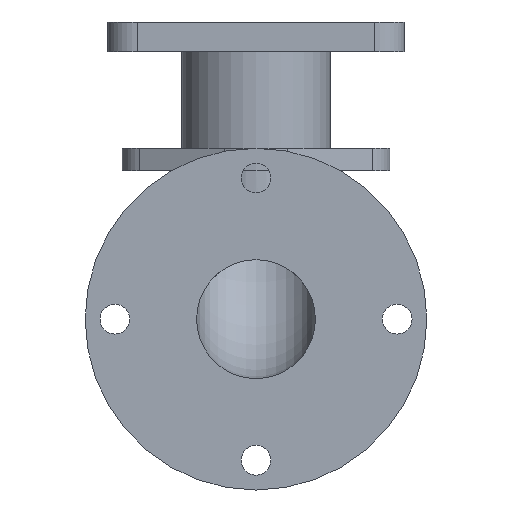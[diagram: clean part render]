
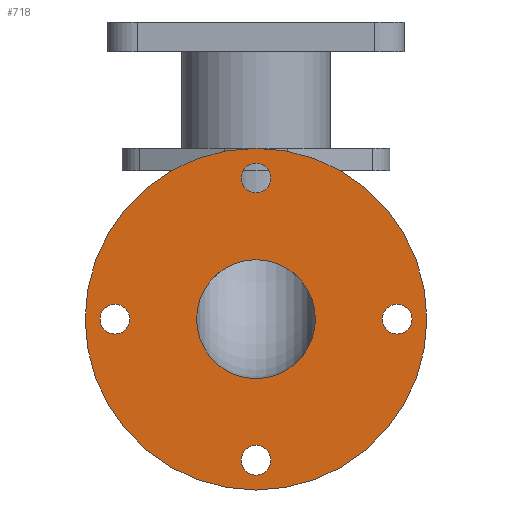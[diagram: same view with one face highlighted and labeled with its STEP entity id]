
A CAD part, front view. The second image highlights one B-rep face of the part: STEP entity #718.
In plain terms, the highlighted planar face has unit normal (0, -1, 0).
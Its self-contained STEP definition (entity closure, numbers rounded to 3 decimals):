
#69=FACE_BOUND('',#181,.T.);
#70=FACE_BOUND('',#182,.T.);
#71=FACE_BOUND('',#183,.T.);
#72=FACE_BOUND('',#184,.T.);
#73=FACE_BOUND('',#185,.T.);
#126=FACE_OUTER_BOUND('',#180,.T.);
#180=EDGE_LOOP('',(#577));
#181=EDGE_LOOP('',(#578));
#182=EDGE_LOOP('',(#579));
#183=EDGE_LOOP('',(#580));
#184=EDGE_LOOP('',(#581));
#185=EDGE_LOOP('',(#582));
#264=CIRCLE('',#782,115.);
#266=CIRCLE('',#788,10.);
#267=CIRCLE('',#789,40.);
#268=CIRCLE('',#790,10.);
#269=CIRCLE('',#791,10.);
#270=CIRCLE('',#792,10.);
#387=VERTEX_POINT('',#1210);
#391=VERTEX_POINT('',#1352);
#392=VERTEX_POINT('',#1354);
#393=VERTEX_POINT('',#1356);
#394=VERTEX_POINT('',#1358);
#395=VERTEX_POINT('',#1360);
#465=EDGE_CURVE('',#387,#387,#264,.T.);
#469=EDGE_CURVE('',#391,#391,#266,.T.);
#470=EDGE_CURVE('',#392,#392,#267,.T.);
#471=EDGE_CURVE('',#393,#393,#268,.T.);
#472=EDGE_CURVE('',#394,#394,#269,.T.);
#473=EDGE_CURVE('',#395,#395,#270,.T.);
#577=ORIENTED_EDGE('',*,*,#465,.F.);
#578=ORIENTED_EDGE('',*,*,#469,.T.);
#579=ORIENTED_EDGE('',*,*,#470,.T.);
#580=ORIENTED_EDGE('',*,*,#471,.T.);
#581=ORIENTED_EDGE('',*,*,#472,.T.);
#582=ORIENTED_EDGE('',*,*,#473,.T.);
#693=PLANE('',#787);
#718=ADVANCED_FACE('',(#126,#69,#70,#71,#72,#73),#693,.F.);
#782=AXIS2_PLACEMENT_3D('',#1211,#928,#929);
#787=AXIS2_PLACEMENT_3D('',#1351,#938,#939);
#788=AXIS2_PLACEMENT_3D('',#1353,#940,#941);
#789=AXIS2_PLACEMENT_3D('',#1355,#942,#943);
#790=AXIS2_PLACEMENT_3D('',#1357,#944,#945);
#791=AXIS2_PLACEMENT_3D('',#1359,#946,#947);
#792=AXIS2_PLACEMENT_3D('',#1361,#948,#949);
#928=DIRECTION('center_axis',(0.,1.,0.));
#929=DIRECTION('ref_axis',(-1.,0.,0.));
#938=DIRECTION('center_axis',(0.,1.,0.));
#939=DIRECTION('ref_axis',(0.,0.,1.));
#940=DIRECTION('center_axis',(0.,1.,0.));
#941=DIRECTION('ref_axis',(1.,0.,0.));
#942=DIRECTION('center_axis',(0.,1.,0.));
#943=DIRECTION('ref_axis',(-1.,0.,0.));
#944=DIRECTION('center_axis',(0.,1.,0.));
#945=DIRECTION('ref_axis',(1.,0.,0.));
#946=DIRECTION('center_axis',(0.,1.,0.));
#947=DIRECTION('ref_axis',(1.,0.,0.));
#948=DIRECTION('center_axis',(0.,1.,0.));
#949=DIRECTION('ref_axis',(1.,0.,0.));
#1210=CARTESIAN_POINT('',(115.,-300.,0.));
#1211=CARTESIAN_POINT('Origin',(0.,-300.,0.));
#1351=CARTESIAN_POINT('Origin',(0.,-300.,0.));
#1352=CARTESIAN_POINT('',(10.,-300.,95.));
#1353=CARTESIAN_POINT('Origin',(0.,-300.,95.));
#1354=CARTESIAN_POINT('',(40.,-300.,0.));
#1355=CARTESIAN_POINT('Origin',(0.,-300.,0.));
#1356=CARTESIAN_POINT('',(105.,-300.,0.));
#1357=CARTESIAN_POINT('Origin',(95.,-300.,0.));
#1358=CARTESIAN_POINT('',(-85.,-300.,0.));
#1359=CARTESIAN_POINT('Origin',(-95.,-300.,0.));
#1360=CARTESIAN_POINT('',(10.,-300.,-95.));
#1361=CARTESIAN_POINT('Origin',(0.,-300.,-95.));
